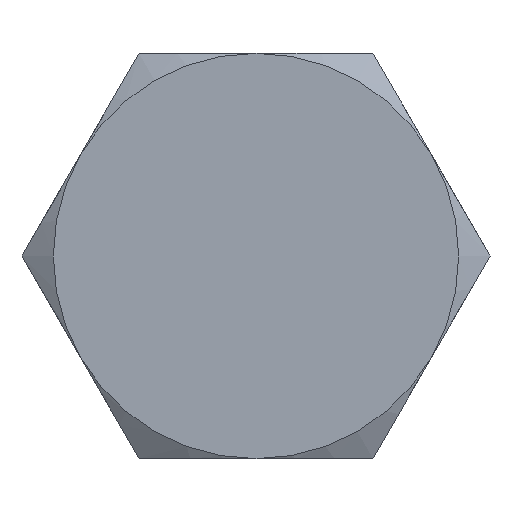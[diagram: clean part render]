
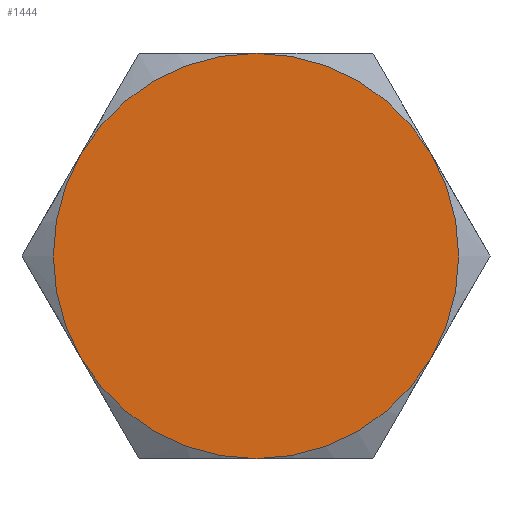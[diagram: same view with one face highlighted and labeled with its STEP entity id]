
A CAD part, left-side view. The second image highlights one B-rep face of the part: STEP entity #1444.
In plain terms, the highlighted planar face has unit normal (-1, 0, 0).
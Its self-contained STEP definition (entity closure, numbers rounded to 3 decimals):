
#27 = ORIENTED_EDGE ( 'NONE', *, *, #776, .F. ) ;
#48 = CIRCLE ( 'NONE', #1030, 6.5 ) ;
#49 = CIRCLE ( 'NONE', #1362, 6.5 ) ;
#60 = ORIENTED_EDGE ( 'NONE', *, *, #770, .F. ) ;
#101 = DIRECTION ( 'NONE',  ( 0., 0., 1. ) ) ;
#103 = DIRECTION ( 'NONE',  ( 1., 0., 0. ) ) ;
#125 = CIRCLE ( 'NONE', #1306, 6.5 ) ;
#136 = VERTEX_POINT ( 'NONE', #759 ) ;
#228 = ORIENTED_EDGE ( 'NONE', *, *, #1708, .F. ) ;
#298 = DIRECTION ( 'NONE',  ( 1., 0., 0. ) ) ;
#331 = ORIENTED_EDGE ( 'NONE', *, *, #1815, .T. ) ;
#343 = CIRCLE ( 'NONE', #1865, 6.5 ) ;
#354 = DIRECTION ( 'NONE',  ( 1., 0., 0. ) ) ;
#383 = ORIENTED_EDGE ( 'NONE', *, *, #865, .F. ) ;
#384 = ORIENTED_EDGE ( 'NONE', *, *, #1644, .F. ) ;
#423 = CARTESIAN_POINT ( 'NONE',  ( 0., -5.629, 3.25 ) ) ;
#425 = CIRCLE ( 'NONE', #1221, 6.5 ) ;
#449 = EDGE_LOOP ( 'NONE', ( #383, #27, #60, #228, #331, #384 ) ) ;
#476 = VERTEX_POINT ( 'NONE', #1071 ) ;
#480 = CARTESIAN_POINT ( 'NONE',  ( 0., 0., -6.5 ) ) ;
#563 = CARTESIAN_POINT ( 'NONE',  ( 0., 0., 0. ) ) ;
#580 = PLANE ( 'NONE',  #1217 ) ;
#581 = FACE_OUTER_BOUND ( 'NONE', #449, .T. ) ;
#598 = VERTEX_POINT ( 'NONE', #1084 ) ;
#660 = CARTESIAN_POINT ( 'NONE',  ( 0., 0., 0. ) ) ;
#691 = DIRECTION ( 'NONE',  ( 0., 0., -1. ) ) ;
#697 = VERTEX_POINT ( 'NONE', #1096 ) ;
#759 = CARTESIAN_POINT ( 'NONE',  ( 0., 0., 6.5 ) ) ;
#764 = VERTEX_POINT ( 'NONE', #423 ) ;
#770 = EDGE_CURVE ( 'NONE', #764, #697, #49, .T. ) ;
#776 = EDGE_CURVE ( 'NONE', #697, #1162, #125, .T. ) ;
#790 = DIRECTION ( 'NONE',  ( 0., 0., -1. ) ) ;
#859 = DIRECTION ( 'NONE',  ( 0., 0., -1. ) ) ;
#865 = EDGE_CURVE ( 'NONE', #1162, #476, #425, .T. ) ;
#912 = DIRECTION ( 'NONE',  ( -1., 0., 0. ) ) ;
#916 = CARTESIAN_POINT ( 'NONE',  ( 0., 0., 0. ) ) ;
#1030 = AXIS2_PLACEMENT_3D ( 'NONE', #1913, #912, #101 ) ;
#1071 = CARTESIAN_POINT ( 'NONE',  ( 0., 5.629, -3.25 ) ) ;
#1084 = CARTESIAN_POINT ( 'NONE',  ( 0., 5.629, 3.25 ) ) ;
#1096 = CARTESIAN_POINT ( 'NONE',  ( 0., -5.629, -3.25 ) ) ;
#1112 = DIRECTION ( 'NONE',  ( 0., 0., -1. ) ) ;
#1162 = VERTEX_POINT ( 'NONE', #480 ) ;
#1195 = CARTESIAN_POINT ( 'NONE',  ( 0., 0., 0. ) ) ;
#1217 = AXIS2_PLACEMENT_3D ( 'NONE', #1223, #1860, #859 ) ;
#1221 = AXIS2_PLACEMENT_3D ( 'NONE', #1276, #354, #1445 ) ;
#1223 = CARTESIAN_POINT ( 'NONE',  ( 0., 7.506, 0. ) ) ;
#1276 = CARTESIAN_POINT ( 'NONE',  ( 0., 0., 0. ) ) ;
#1306 = AXIS2_PLACEMENT_3D ( 'NONE', #563, #1681, #691 ) ;
#1362 = AXIS2_PLACEMENT_3D ( 'NONE', #1195, #298, #1384 ) ;
#1384 = DIRECTION ( 'NONE',  ( 0., 0., -1. ) ) ;
#1444 = ADVANCED_FACE ( 'NONE', ( #581 ), #580, .F. ) ;
#1445 = DIRECTION ( 'NONE',  ( 0., 0., -1. ) ) ;
#1644 = EDGE_CURVE ( 'NONE', #476, #598, #1892, .T. ) ;
#1681 = DIRECTION ( 'NONE',  ( 1., 0., 0. ) ) ;
#1708 = EDGE_CURVE ( 'NONE', #136, #764, #343, .T. ) ;
#1798 = DIRECTION ( 'NONE',  ( 1., 0., 0. ) ) ;
#1815 = EDGE_CURVE ( 'NONE', #136, #598, #48, .T. ) ;
#1842 = AXIS2_PLACEMENT_3D ( 'NONE', #916, #103, #1112 ) ;
#1860 = DIRECTION ( 'NONE',  ( 1., 0., 0. ) ) ;
#1865 = AXIS2_PLACEMENT_3D ( 'NONE', #660, #1798, #790 ) ;
#1892 = CIRCLE ( 'NONE', #1842, 6.5 ) ;
#1913 = CARTESIAN_POINT ( 'NONE',  ( 0., 0., 0. ) ) ;
